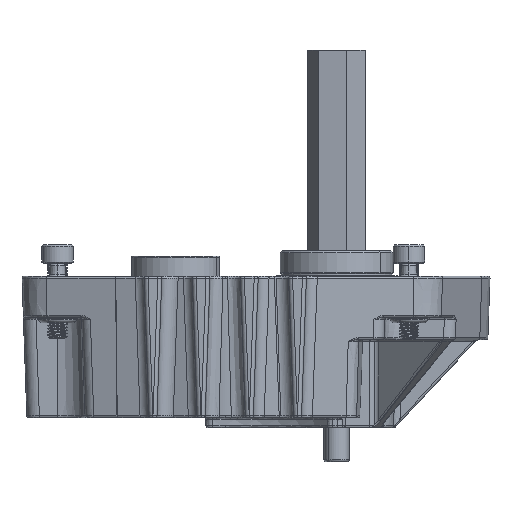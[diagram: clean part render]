
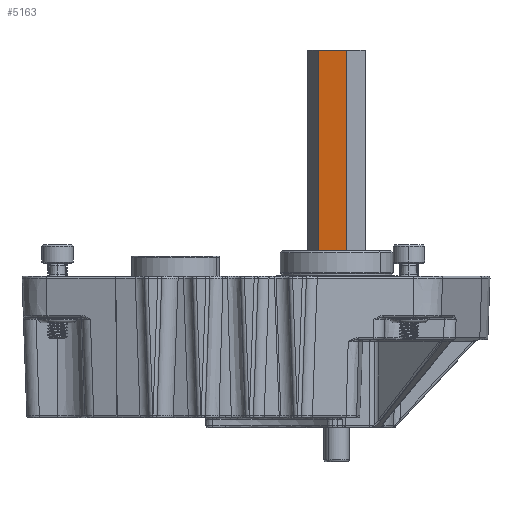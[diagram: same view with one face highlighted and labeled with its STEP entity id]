
A CAD part, left-side view. The second image highlights one B-rep face of the part: STEP entity #5163.
In plain terms, the highlighted face is planar.
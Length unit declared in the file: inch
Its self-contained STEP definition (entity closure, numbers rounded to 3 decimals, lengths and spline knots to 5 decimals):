
#144 = EDGE_CURVE ( 'NONE', #24363, #70575, #14335, .T. ) ;
#869 = DIRECTION ( 'NONE',  ( 0., 0., 1. ) ) ;
#1667 = VECTOR ( 'NONE', #38090, 39.37008 ) ;
#3016 = ORIENTED_EDGE ( 'NONE', *, *, #144, .T. ) ;
#3605 = VECTOR ( 'NONE', #48661, 39.37008 ) ;
#4803 = ORIENTED_EDGE ( 'NONE', *, *, #5263, .F. ) ;
#5163 = ADVANCED_FACE ( 'NONE', ( #35180 ), #23873, .F. ) ;
#5263 = EDGE_CURVE ( 'NONE', #23889, #35157, #18382, .T. ) ;
#8553 = CARTESIAN_POINT ( 'NONE',  ( 3.5995, -0.25, 0.14434 ) ) ;
#13856 = VECTOR ( 'NONE', #36626, 39.37008 ) ;
#14335 = LINE ( 'NONE', #64024, #13856 ) ;
#15862 = CARTESIAN_POINT ( 'NONE',  ( 0.805, -0.25, -0.14434 ) ) ;
#17601 = CARTESIAN_POINT ( 'NONE',  ( 3.5995, -0.25, 0.14434 ) ) ;
#18382 = LINE ( 'NONE', #69465, #3605 ) ;
#22466 = ORIENTED_EDGE ( 'NONE', *, *, #42265, .T. ) ;
#23873 = PLANE ( 'NONE',  #35099 ) ;
#23889 = VERTEX_POINT ( 'NONE', #17601 ) ;
#24363 = VERTEX_POINT ( 'NONE', #41955 ) ;
#30848 = DIRECTION ( 'NONE',  ( -1., 0., 0. ) ) ;
#31869 = CARTESIAN_POINT ( 'NONE',  ( 3.5995, -0.25, -0.14434 ) ) ;
#32329 = EDGE_CURVE ( 'NONE', #35157, #70575, #38816, .T. ) ;
#32964 = CARTESIAN_POINT ( 'NONE',  ( 3.5995, -0.25, -0.14434 ) ) ;
#35099 = AXIS2_PLACEMENT_3D ( 'NONE', #57453, #57813, #869 ) ;
#35157 = VERTEX_POINT ( 'NONE', #31869 ) ;
#35180 = FACE_OUTER_BOUND ( 'NONE', #40488, .T. ) ;
#36626 = DIRECTION ( 'NONE',  ( 0., 0., -1. ) ) ;
#38090 = DIRECTION ( 'NONE',  ( -1., 0., 0. ) ) ;
#38816 = LINE ( 'NONE', #32964, #1667 ) ;
#40488 = EDGE_LOOP ( 'NONE', ( #3016, #46175, #4803, #22466 ) ) ;
#41955 = CARTESIAN_POINT ( 'NONE',  ( 0.805, -0.25, 0.14434 ) ) ;
#42265 = EDGE_CURVE ( 'NONE', #23889, #24363, #46262, .T. ) ;
#46175 = ORIENTED_EDGE ( 'NONE', *, *, #32329, .F. ) ;
#46262 = LINE ( 'NONE', #8553, #48143 ) ;
#48143 = VECTOR ( 'NONE', #30848, 39.37008 ) ;
#48661 = DIRECTION ( 'NONE',  ( 0., 0., -1. ) ) ;
#57453 = CARTESIAN_POINT ( 'NONE',  ( 3.5995, -0.25, 0.14434 ) ) ;
#57813 = DIRECTION ( 'NONE',  ( 0., 1., 0. ) ) ;
#64024 = CARTESIAN_POINT ( 'NONE',  ( 0.805, -0.25, 0.14434 ) ) ;
#69465 = CARTESIAN_POINT ( 'NONE',  ( 3.5995, -0.25, 0.14434 ) ) ;
#70575 = VERTEX_POINT ( 'NONE', #15862 ) ;
